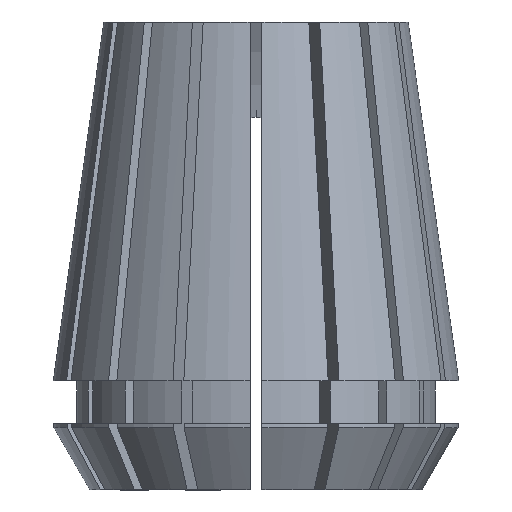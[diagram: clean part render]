
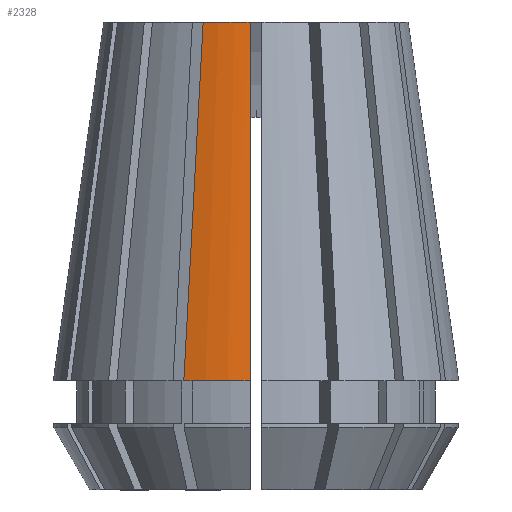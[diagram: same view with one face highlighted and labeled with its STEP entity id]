
A CAD part, left-side view. The second image highlights one B-rep face of the part: STEP entity #2328.
In plain terms, the highlighted conical face has half-angle 8 degrees and reference radius 25.998 mm.
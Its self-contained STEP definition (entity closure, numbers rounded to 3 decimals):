
#14 = ORIENTED_EDGE ( 'NONE', *, *, #2031, .T. ) ;
#57 = DIRECTION ( 'NONE',  ( 0., 0., 1. ) ) ;
#300 = CARTESIAN_POINT ( 'NONE',  ( -25.987, 0.75, -46. ) ) ;
#498 = DIRECTION ( 'NONE',  ( 0., 0., -1. ) ) ;
#566 = DIRECTION ( 'NONE',  ( 1., 0., 0. ) ) ;
#801 = VERTEX_POINT ( 'NONE', #3792 ) ;
#815 = CARTESIAN_POINT ( 'NONE',  ( -20.312, 7.602, -15.333 ) ) ;
#870 = ORIENTED_EDGE ( 'NONE', *, *, #3429, .F. ) ;
#1094 = AXIS2_PLACEMENT_3D ( 'NONE', #2314, #4485, #566 ) ;
#1318 = FACE_OUTER_BOUND ( 'NONE', #5331, .T. ) ;
#1327 = CARTESIAN_POINT ( 'NONE',  ( -21.675, 0.75, -15.333 ) ) ;
#1383 = DIRECTION ( 'NONE',  ( 1., 0., 0. ) ) ;
#1491 = VERTEX_POINT ( 'NONE', #300 ) ;
#1575 = ORIENTED_EDGE ( 'NONE', *, *, #5709, .F. ) ;
#1822 = DIRECTION ( 'NONE',  ( -1., 0., 0. ) ) ;
#1896 = B_SPLINE_CURVE_WITH_KNOTS ( 'NONE', 3,
 ( #5637, #2966, #1327, #5384 ),
 .UNSPECIFIED., .F., .F.,
 ( 4, 4 ),
 ( 0.037, 0.084 ),
 .UNSPECIFIED. ) ;
#1903 = VERTEX_POINT ( 'NONE', #5454 ) ;
#1939 = CIRCLE ( 'NONE', #3062, 19.533 ) ;
#2031 = EDGE_CURVE ( 'NONE', #1491, #1903, #1896, .T. ) ;
#2055 = B_SPLINE_CURVE_WITH_KNOTS ( 'NONE', 3,
 ( #3078, #2197, #815, #5316 ),
 .UNSPECIFIED., .F., .F.,
 ( 4, 4 ),
 ( 0., 0.046 ),
 .UNSPECIFIED. ) ;
#2197 = CARTESIAN_POINT ( 'NONE',  ( -22.304, 8.427, -30.667 ) ) ;
#2271 = VERTEX_POINT ( 'NONE', #4280 ) ;
#2314 = CARTESIAN_POINT ( 'NONE',  ( 0., 0., -46. ) ) ;
#2328 = ADVANCED_FACE ( 'NONE', ( #1318 ), #3073, .T. ) ;
#2557 = ORIENTED_EDGE ( 'NONE', *, *, #4726, .T. ) ;
#2743 = CARTESIAN_POINT ( 'NONE',  ( 0., 0., -46. ) ) ;
#2910 = AXIS2_PLACEMENT_3D ( 'NONE', #2743, #498, #1822 ) ;
#2966 = CARTESIAN_POINT ( 'NONE',  ( -23.831, 0.75, -30.667 ) ) ;
#3062 = AXIS2_PLACEMENT_3D ( 'NONE', #4427, #57, #1383 ) ;
#3073 = CONICAL_SURFACE ( 'NONE', #2910, 25.998, 0.14 ) ;
#3078 = CARTESIAN_POINT ( 'NONE',  ( -24.296, 9.252, -46. ) ) ;
#3429 = EDGE_CURVE ( 'NONE', #801, #1903, #1939, .T. ) ;
#3792 = CARTESIAN_POINT ( 'NONE',  ( -18.32, 6.777, 0. ) ) ;
#4280 = CARTESIAN_POINT ( 'NONE',  ( -24.296, 9.252, -46. ) ) ;
#4427 = CARTESIAN_POINT ( 'NONE',  ( 0., 0., 0. ) ) ;
#4485 = DIRECTION ( 'NONE',  ( 0., 0., 1. ) ) ;
#4726 = EDGE_CURVE ( 'NONE', #2271, #1491, #5553, .T. ) ;
#5316 = CARTESIAN_POINT ( 'NONE',  ( -18.32, 6.777, 0. ) ) ;
#5331 = EDGE_LOOP ( 'NONE', ( #1575, #2557, #14, #870 ) ) ;
#5384 = CARTESIAN_POINT ( 'NONE',  ( -19.519, 0.75, 0. ) ) ;
#5454 = CARTESIAN_POINT ( 'NONE',  ( -19.519, 0.75, 0. ) ) ;
#5553 = CIRCLE ( 'NONE', #1094, 25.998 ) ;
#5637 = CARTESIAN_POINT ( 'NONE',  ( -25.987, 0.75, -46. ) ) ;
#5709 = EDGE_CURVE ( 'NONE', #2271, #801, #2055, .T. ) ;
